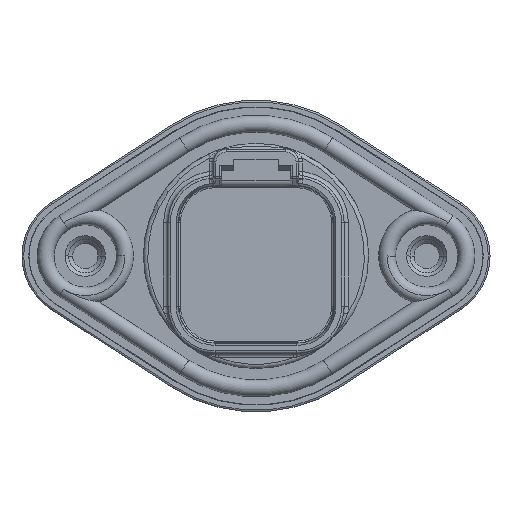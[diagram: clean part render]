
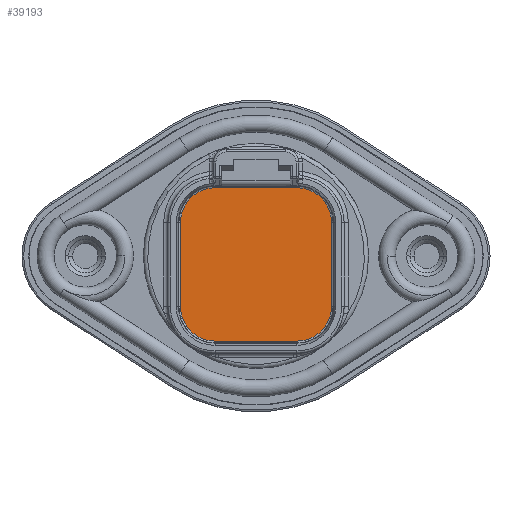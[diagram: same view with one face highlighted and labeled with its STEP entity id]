
A CAD part, front view. The second image highlights one B-rep face of the part: STEP entity #39193.
In plain terms, the highlighted planar face has unit normal (0, -1, 0).
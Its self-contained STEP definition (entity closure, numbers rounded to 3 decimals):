
#13675=DIRECTION('',(1.,0.,0.));
#13676=VECTOR('',#13675,9.7);
#13677=CARTESIAN_POINT('',(-4.85,18.,9.1));
#13678=LINE('',#13677,#13676);
#13679=CARTESIAN_POINT('',(4.85,18.,5.));
#13680=DIRECTION('',(0.,1.,0.));
#13681=DIRECTION('',(0.,0.,1.));
#13682=AXIS2_PLACEMENT_3D('',#13679,#13680,#13681);
#13684=DIRECTION('',(0.,0.,-1.));
#13685=VECTOR('',#13684,10.);
#13686=CARTESIAN_POINT('',(8.95,18.,5.));
#13687=LINE('',#13686,#13685);
#13688=CARTESIAN_POINT('',(4.85,18.,-5.));
#13689=DIRECTION('',(0.,1.,0.));
#13690=DIRECTION('',(1.,0.,0.));
#13691=AXIS2_PLACEMENT_3D('',#13688,#13689,#13690);
#13693=DIRECTION('',(-1.,0.,0.));
#13694=VECTOR('',#13693,9.7);
#13695=CARTESIAN_POINT('',(4.85,18.,-9.1));
#13696=LINE('',#13695,#13694);
#13697=CARTESIAN_POINT('',(-4.85,18.,-5.));
#13698=DIRECTION('',(0.,1.,0.));
#13699=DIRECTION('',(0.,0.,-1.));
#13700=AXIS2_PLACEMENT_3D('',#13697,#13698,#13699);
#13702=DIRECTION('',(0.,0.,1.));
#13703=VECTOR('',#13702,10.);
#13704=CARTESIAN_POINT('',(-8.95,18.,-5.));
#13705=LINE('',#13704,#13703);
#13706=CARTESIAN_POINT('',(-4.85,18.,5.));
#13707=DIRECTION('',(0.,1.,0.));
#13708=DIRECTION('',(-1.,0.,0.));
#13709=AXIS2_PLACEMENT_3D('',#13706,#13707,#13708);
#17019=CARTESIAN_POINT('',(-4.85,18.,9.1));
#17020=CARTESIAN_POINT('',(4.85,18.,9.1));
#17021=VERTEX_POINT('',#17019);
#17022=VERTEX_POINT('',#17020);
#17027=CARTESIAN_POINT('',(8.95,18.,5.));
#17028=VERTEX_POINT('',#17027);
#17031=CARTESIAN_POINT('',(8.95,18.,-5.));
#17032=VERTEX_POINT('',#17031);
#17035=CARTESIAN_POINT('',(4.85,18.,-9.1));
#17036=VERTEX_POINT('',#17035);
#17039=CARTESIAN_POINT('',(-4.85,18.,-9.1));
#17040=VERTEX_POINT('',#17039);
#17043=CARTESIAN_POINT('',(-8.95,18.,-5.));
#17044=VERTEX_POINT('',#17043);
#17047=CARTESIAN_POINT('',(-8.95,18.,5.));
#17048=VERTEX_POINT('',#17047);
#39171=CARTESIAN_POINT('',(0.,18.,0.));
#39172=DIRECTION('',(0.,-1.,0.));
#39173=DIRECTION('',(1.,0.,0.));
#39174=AXIS2_PLACEMENT_3D('',#39171,#39172,#39173);
#39175=PLANE('',#39174);
#39177=ORIENTED_EDGE('',*,*,#39176,.T.);
#39179=ORIENTED_EDGE('',*,*,#39178,.T.);
#39180=ORIENTED_EDGE('',*,*,#39161,.T.);
#39182=ORIENTED_EDGE('',*,*,#39181,.T.);
#39184=ORIENTED_EDGE('',*,*,#39183,.T.);
#39186=ORIENTED_EDGE('',*,*,#39185,.T.);
#39188=ORIENTED_EDGE('',*,*,#39187,.T.);
#39190=ORIENTED_EDGE('',*,*,#39189,.T.);
#39191=EDGE_LOOP('',(#39177,#39179,#39180,#39182,#39184,#39186,#39188,#39190));
#39192=FACE_OUTER_BOUND('',#39191,.F.);
#39193=ADVANCED_FACE('',(#39192),#39175,.T.);
#13683=CIRCLE('',#13682,4.1);
#13692=CIRCLE('',#13691,4.1);
#13701=CIRCLE('',#13700,4.1);
#13710=CIRCLE('',#13709,4.1);
#39161=EDGE_CURVE('',#17028,#17032,#13687,.T.);
#39176=EDGE_CURVE('',#17021,#17022,#13678,.T.);
#39178=EDGE_CURVE('',#17022,#17028,#13683,.T.);
#39181=EDGE_CURVE('',#17032,#17036,#13692,.T.);
#39183=EDGE_CURVE('',#17036,#17040,#13696,.T.);
#39185=EDGE_CURVE('',#17040,#17044,#13701,.T.);
#39187=EDGE_CURVE('',#17044,#17048,#13705,.T.);
#39189=EDGE_CURVE('',#17048,#17021,#13710,.T.);
